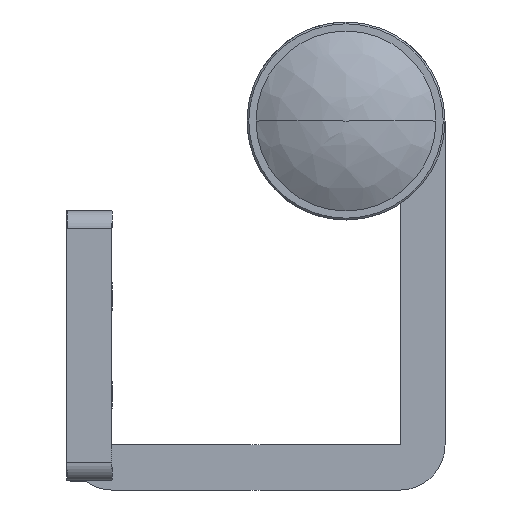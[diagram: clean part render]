
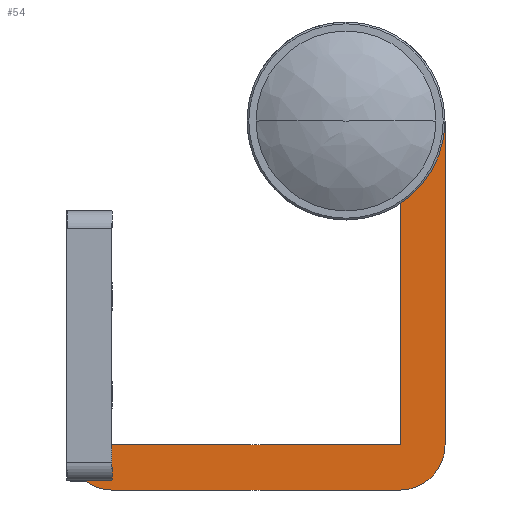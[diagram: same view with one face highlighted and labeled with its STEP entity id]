
A CAD part, front view. The second image highlights one B-rep face of the part: STEP entity #54.
In plain terms, the highlighted planar face has unit normal (0, -1, 0).
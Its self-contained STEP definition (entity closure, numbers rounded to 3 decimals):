
#54=ADVANCED_FACE('',(#110),#899,.T.);
#110=FACE_OUTER_BOUND('',#168,.T.);
#168=EDGE_LOOP('',(#310,#311,#312,#313,#314,#315,#316,#317,#318,#319,#320));
#310=ORIENTED_EDGE('',*,*,#552,.F.);
#311=ORIENTED_EDGE('',*,*,#511,.F.);
#312=ORIENTED_EDGE('',*,*,#508,.F.);
#313=ORIENTED_EDGE('',*,*,#505,.F.);
#314=ORIENTED_EDGE('',*,*,#502,.F.);
#315=ORIENTED_EDGE('',*,*,#499,.F.);
#316=ORIENTED_EDGE('',*,*,#496,.F.);
#317=ORIENTED_EDGE('',*,*,#492,.F.);
#318=ORIENTED_EDGE('',*,*,#523,.F.);
#319=ORIENTED_EDGE('',*,*,#520,.F.);
#320=ORIENTED_EDGE('',*,*,#490,.F.);
#490=EDGE_CURVE('',#791,#823,#738,.T.);
#492=EDGE_CURVE('',#792,#793,#629,.T.);
#496=EDGE_CURVE('',#793,#796,#740,.T.);
#499=EDGE_CURVE('',#796,#798,#631,.T.);
#502=EDGE_CURVE('',#798,#800,#604,.T.);
#505=EDGE_CURVE('',#800,#802,#633,.T.);
#508=EDGE_CURVE('',#802,#804,#608,.T.);
#511=EDGE_CURVE('',#804,#824,#635,.T.);
#520=EDGE_CURVE('',#823,#810,#749,.T.);
#523=EDGE_CURVE('',#810,#792,#752,.T.);
#552=EDGE_CURVE('',#824,#791,#773,.T.);
#604=(
BOUNDED_CURVE()
B_SPLINE_CURVE(1,(#1430,#1431),.UNSPECIFIED.,.F.,.F.)
B_SPLINE_CURVE_WITH_KNOTS((2,2),(47.325,65.325),
 .UNSPECIFIED.)
CURVE()
GEOMETRIC_REPRESENTATION_ITEM()
RATIONAL_B_SPLINE_CURVE((1.,1.))
REPRESENTATION_ITEM('')
);
#608=(
BOUNDED_CURVE()
B_SPLINE_CURVE(1,(#1444,#1445),.UNSPECIFIED.,.F.,.F.)
B_SPLINE_CURVE_WITH_KNOTS((2,2),(69.252,85.252),
 .UNSPECIFIED.)
CURVE()
GEOMETRIC_REPRESENTATION_ITEM()
RATIONAL_B_SPLINE_CURVE((1.,1.))
REPRESENTATION_ITEM('')
);
#629=TRIMMED_CURVE($,#677,(#1407),(#1408),.T.,.CARTESIAN.);
#631=TRIMMED_CURVE($,#679,(#1423),(#1424),.T.,.CARTESIAN.);
#633=TRIMMED_CURVE($,#681,(#1437),(#1438),.T.,.CARTESIAN.);
#635=TRIMMED_CURVE($,#683,(#1451),(#1452),.T.,.CARTESIAN.);
#677=CIRCLE('',#1043,3.);
#679=CIRCLE('',#1045,5.5);
#681=CIRCLE('',#1047,2.5);
#683=CIRCLE('',#1049,2.5);
#738=B_SPLINE_CURVE_WITH_KNOTS('',1,(#1402,#1403),.UNSPECIFIED.,.F.,.F.,
(2,2),(-40.,-38.),.UNSPECIFIED.);
#740=B_SPLINE_CURVE_WITH_KNOTS('',1,(#1416,#1417),.UNSPECIFIED.,.F.,.F.,
(2,2),(15.82,18.32),.UNSPECIFIED.);
#749=B_SPLINE_CURVE_WITH_KNOTS('',1,(#1470,#1471),.UNSPECIFIED.,.F.,.F.,
(2,2),(117.679,133.679),.UNSPECIFIED.);
#752=B_SPLINE_CURVE_WITH_KNOTS('',1,(#1476,#1477),.UNSPECIFIED.,.F.,.F.,
(2,2),(133.679,151.679),.UNSPECIFIED.);
#773=B_SPLINE_CURVE_WITH_KNOTS('',1,(#1539,#1540),.UNSPECIFIED.,.F.,.F.,
(2,2),(1.,2.5),.UNSPECIFIED.);
#791=VERTEX_POINT('',#1303);
#792=VERTEX_POINT('',#1304);
#793=VERTEX_POINT('',#1305);
#796=VERTEX_POINT('',#1308);
#798=VERTEX_POINT('',#1310);
#800=VERTEX_POINT('',#1312);
#802=VERTEX_POINT('',#1314);
#804=VERTEX_POINT('',#1316);
#810=VERTEX_POINT('',#1322);
#823=VERTEX_POINT('',#1335);
#824=VERTEX_POINT('',#1336);
#899=PLANE('',#1023);
#1023=AXIS2_PLACEMENT_3D('',#1276,#1125,$);
#1043=AXIS2_PLACEMENT_3D($,#1406,#1149,#1150);
#1045=AXIS2_PLACEMENT_3D($,#1422,#1153,#1154);
#1047=AXIS2_PLACEMENT_3D($,#1436,#1157,#1158);
#1049=AXIS2_PLACEMENT_3D($,#1450,#1161,#1162);
#1125=DIRECTION('',(0.,-1.,0.));
#1149=DIRECTION('',(0.,-1.,0.));
#1150=DIRECTION('',(1.,0.,0.));
#1153=DIRECTION('',(0.,1.,0.));
#1154=DIRECTION('',(0.532,0.,-0.847));
#1157=DIRECTION('',(0.,1.,0.));
#1158=DIRECTION('',(1.,0.,0.));
#1161=DIRECTION('',(0.,1.,0.));
#1162=DIRECTION('',(0.,0.,-1.));
#1276=CARTESIAN_POINT('',(-18.725,-12.5,21.128));
#1303=CARTESIAN_POINT('',(-13.6,-12.5,-7.622));
#1304=CARTESIAN_POINT('',(2.4,-12.5,12.378));
#1305=CARTESIAN_POINT('',(0.996,-12.5,9.838));
#1308=CARTESIAN_POINT('',(2.326,-12.5,7.721));
#1310=CARTESIAN_POINT('',(4.9,-12.5,12.378));
#1312=CARTESIAN_POINT('',(4.9,-12.5,-5.622));
#1314=CARTESIAN_POINT('',(2.4,-12.5,-8.122));
#1316=CARTESIAN_POINT('',(-13.6,-12.5,-8.122));
#1322=CARTESIAN_POINT('',(2.4,-12.5,-5.622));
#1335=CARTESIAN_POINT('',(-13.6,-12.5,-5.622));
#1336=CARTESIAN_POINT('',(-15.1,-12.5,-7.622));
#1402=CARTESIAN_POINT('',(-13.6,-12.5,-7.622));
#1403=CARTESIAN_POINT('',(-13.6,-12.5,-5.622));
#1406=CARTESIAN_POINT('',(-0.6,-12.5,12.378));
#1407=CARTESIAN_POINT('',(2.4,-12.5,12.378));
#1408=CARTESIAN_POINT('',(0.996,-12.5,9.838));
#1416=CARTESIAN_POINT('',(0.996,-12.5,9.838));
#1417=CARTESIAN_POINT('',(2.326,-12.5,7.721));
#1422=CARTESIAN_POINT('',(-0.6,-12.5,12.378));
#1423=CARTESIAN_POINT('',(2.326,-12.5,7.721));
#1424=CARTESIAN_POINT('',(4.9,-12.5,12.378));
#1430=CARTESIAN_POINT('',(4.9,-12.5,12.378));
#1431=CARTESIAN_POINT('',(4.9,-12.5,-5.622));
#1436=CARTESIAN_POINT('',(2.4,-12.5,-5.622));
#1437=CARTESIAN_POINT('',(4.9,-12.5,-5.622));
#1438=CARTESIAN_POINT('',(2.4,-12.5,-8.122));
#1444=CARTESIAN_POINT('',(2.4,-12.5,-8.122));
#1445=CARTESIAN_POINT('',(-13.6,-12.5,-8.122));
#1450=CARTESIAN_POINT('',(-13.6,-12.5,-5.622));
#1451=CARTESIAN_POINT('',(-13.6,-12.5,-8.122));
#1452=CARTESIAN_POINT('',(-15.1,-12.5,-7.622));
#1470=CARTESIAN_POINT('',(-13.6,-12.5,-5.622));
#1471=CARTESIAN_POINT('',(2.4,-12.5,-5.622));
#1476=CARTESIAN_POINT('',(2.4,-12.5,-5.622));
#1477=CARTESIAN_POINT('',(2.4,-12.5,12.378));
#1539=CARTESIAN_POINT('',(-15.1,-12.5,-7.622));
#1540=CARTESIAN_POINT('',(-13.6,-12.5,-7.622));
